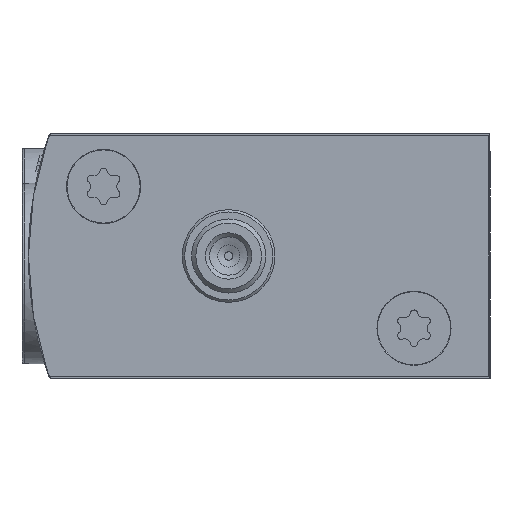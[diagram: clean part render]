
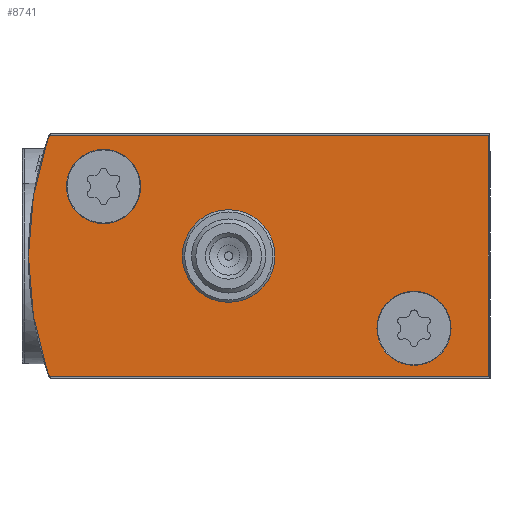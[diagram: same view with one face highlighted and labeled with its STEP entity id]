
A CAD part, left-side view. The second image highlights one B-rep face of the part: STEP entity #8741.
In plain terms, the highlighted planar face has unit normal (-1, 0, 0).
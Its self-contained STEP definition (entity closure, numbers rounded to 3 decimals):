
#898=LINE('',#15323,#1675);
#901=LINE('',#15329,#1678);
#912=LINE('',#15378,#1689);
#1675=VECTOR('',#12543,1000.);
#1678=VECTOR('',#12548,1000.);
#1689=VECTOR('',#12595,1000.);
#3600=ORIENTED_EDGE('',*,*,#5209,.F.);
#3601=ORIENTED_EDGE('',*,*,#5210,.T.);
#3602=ORIENTED_EDGE('',*,*,#5211,.T.);
#3603=ORIENTED_EDGE('',*,*,#5168,.F.);
#3604=ORIENTED_EDGE('',*,*,#5102,.F.);
#3605=ORIENTED_EDGE('',*,*,#5205,.F.);
#3606=ORIENTED_EDGE('',*,*,#5202,.F.);
#3607=ORIENTED_EDGE('',*,*,#5174,.F.);
#3608=ORIENTED_EDGE('',*,*,#5171,.F.);
#5102=EDGE_CURVE('',#6078,#6079,#6593,.T.);
#5168=EDGE_CURVE('',#6079,#6138,#6630,.T.);
#5171=EDGE_CURVE('',#6138,#6140,#898,.T.);
#5174=EDGE_CURVE('',#6140,#6142,#901,.T.);
#5202=EDGE_CURVE('',#6142,#6162,#912,.T.);
#5205=EDGE_CURVE('',#6162,#6078,#6649,.T.);
#5209=EDGE_CURVE('',#6166,#6166,#6653,.F.);
#5210=EDGE_CURVE('',#6167,#6167,#6654,.T.);
#5211=EDGE_CURVE('',#6168,#6168,#6655,.T.);
#6078=VERTEX_POINT('',#15180);
#6079=VERTEX_POINT('',#15181);
#6138=VERTEX_POINT('',#15318);
#6140=VERTEX_POINT('',#15324);
#6142=VERTEX_POINT('',#15330);
#6162=VERTEX_POINT('',#15379);
#6166=VERTEX_POINT('',#15393);
#6167=VERTEX_POINT('',#15395);
#6168=VERTEX_POINT('',#15397);
#6593=CIRCLE('',#10339,39.5);
#6630=CIRCLE('',#10388,0.2);
#6649=CIRCLE('',#10411,0.2);
#6653=CIRCLE('',#10417,5.);
#6654=CIRCLE('',#10418,4.);
#6655=CIRCLE('',#10419,4.);
#7217=EDGE_LOOP('',(#3600));
#7218=EDGE_LOOP('',(#3601));
#7219=EDGE_LOOP('',(#3602));
#7220=EDGE_LOOP('',(#3603,#3604,#3605,#3606,#3607,#3608));
#7887=FACE_BOUND('',#7217,.T.);
#7888=FACE_BOUND('',#7218,.T.);
#7889=FACE_BOUND('',#7219,.T.);
#7890=FACE_BOUND('',#7220,.T.);
#8324=PLANE('',#10416);
#8741=ADVANCED_FACE('',(#7887,#7888,#7889,#7890),#8324,.F.);
#10339=AXIS2_PLACEMENT_3D('',#15179,#12409,#12410);
#10388=AXIS2_PLACEMENT_3D('',#15317,#12536,#12537);
#10411=AXIS2_PLACEMENT_3D('',#15384,#12600,#12601);
#10416=AXIS2_PLACEMENT_3D('',#15391,#12610,#12611);
#10417=AXIS2_PLACEMENT_3D('',#15392,#12612,#12613);
#10418=AXIS2_PLACEMENT_3D('',#15394,#12614,#12615);
#10419=AXIS2_PLACEMENT_3D('',#15396,#12616,#12617);
#12409=DIRECTION('',(1.,0.,0.));
#12410=DIRECTION('',(0.,0.,-1.));
#12536=DIRECTION('',(1.,0.,0.));
#12537=DIRECTION('',(0.,0.,-1.));
#12543=DIRECTION('',(0.,-1.,0.));
#12548=DIRECTION('',(0.,0.,-1.));
#12595=DIRECTION('',(0.,1.,0.));
#12600=DIRECTION('',(1.,0.,0.));
#12601=DIRECTION('',(0.,0.,-1.));
#12610=DIRECTION('',(1.,0.,0.));
#12611=DIRECTION('',(0.,0.,-1.));
#12612=DIRECTION('',(1.,0.,0.));
#12613=DIRECTION('',(0.,0.,-1.));
#12614=DIRECTION('',(1.,0.,0.));
#12615=DIRECTION('',(0.,0.,-1.));
#12616=DIRECTION('',(1.,0.,0.));
#12617=DIRECTION('',(0.,0.,-1.));
#15179=CARTESIAN_POINT('',(0.,10.3,0.));
#15180=CARTESIAN_POINT('',(0.,47.663,-12.815));
#15181=CARTESIAN_POINT('',(0.,47.663,12.815));
#15317=CARTESIAN_POINT('',(0.,47.474,12.75));
#15318=CARTESIAN_POINT('',(0.,47.474,12.95));
#15323=CARTESIAN_POINT('',(0.,47.474,12.95));
#15324=CARTESIAN_POINT('',(0.,0.2,12.95));
#15329=CARTESIAN_POINT('',(0.,0.2,12.95));
#15330=CARTESIAN_POINT('',(0.,0.2,-12.95));
#15378=CARTESIAN_POINT('',(0.,0.2,-12.95));
#15379=CARTESIAN_POINT('',(0.,47.474,-12.95));
#15384=CARTESIAN_POINT('',(0.,47.474,-12.75));
#15391=CARTESIAN_POINT('',(0.,47.474,12.75));
#15392=CARTESIAN_POINT('',(0.,28.2,0.));
#15393=CARTESIAN_POINT('',(0.,28.2,-5.));
#15394=CARTESIAN_POINT('',(0.,41.7,7.5));
#15395=CARTESIAN_POINT('',(0.,41.7,3.5));
#15396=CARTESIAN_POINT('',(0.,8.2,-7.8));
#15397=CARTESIAN_POINT('',(0.,8.2,-11.8));
